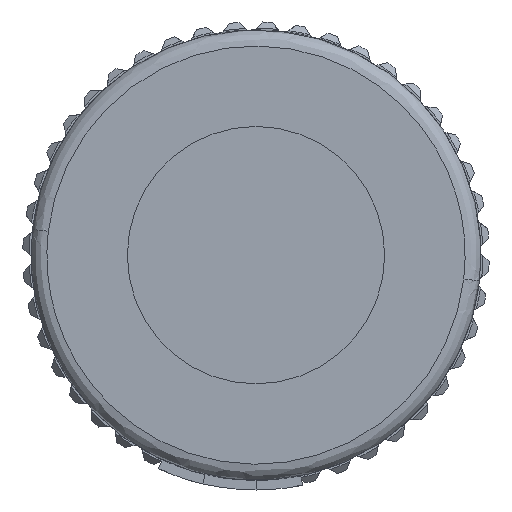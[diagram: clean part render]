
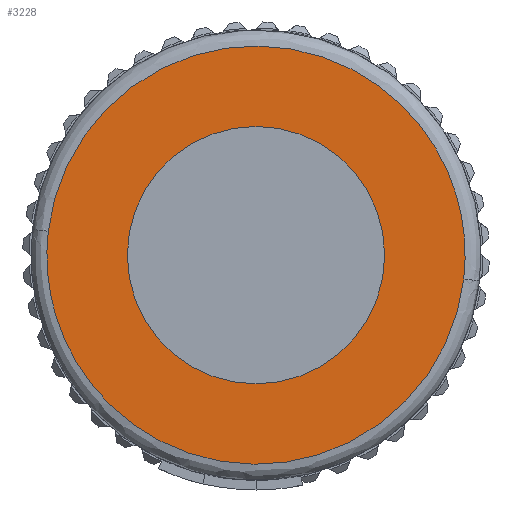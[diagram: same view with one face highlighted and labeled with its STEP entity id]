
A CAD part, front view. The second image highlights one B-rep face of the part: STEP entity #3228.
In plain terms, the highlighted planar face has unit normal (0, -1, 0).
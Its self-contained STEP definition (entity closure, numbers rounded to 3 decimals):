
#1240 = ORIENTED_EDGE ( 'NONE', *, *, #37357, .F. ) ;
#2532 = DIRECTION ( 'NONE',  ( 0., -1., 0. ) ) ;
#3228 = ADVANCED_FACE ( 'NONE', ( #4392, #10571 ), #20909, .T. ) ;
#4392 = FACE_BOUND ( 'NONE', #43615, .T. ) ;
#6835 = ORIENTED_EDGE ( 'NONE', *, *, #41023, .F. ) ;
#7326 = CIRCLE ( 'NONE', #40551, 4. ) ;
#8408 = CARTESIAN_POINT ( 'NONE',  ( -7.94, -50.6, -12.174 ) ) ;
#8726 = CARTESIAN_POINT ( 'NONE',  ( 0., -50.6, -4. ) ) ;
#10457 = VERTEX_POINT ( 'NONE', #14091 ) ;
#10571 = FACE_OUTER_BOUND ( 'NONE', #33072, .T. ) ;
#12130 = VERTEX_POINT ( 'NONE', #23703 ) ;
#13316 = CARTESIAN_POINT ( 'NONE',  ( -4.975, -50.6, 13.656 ) ) ;
#13585 = EDGE_CURVE ( 'NONE', #25871, #12130, #34867, .T. ) ;
#13845 = VERTEX_POINT ( 'NONE', #41699 ) ;
#14091 = CARTESIAN_POINT ( 'NONE',  ( 6.458, -50.6, -0.741 ) ) ;
#14588 = ORIENTED_EDGE ( 'NONE', *, *, #13585, .F. ) ;
#15447 = CARTESIAN_POINT ( 'NONE',  ( 6.458, -50.6, -0.741 ) ) ;
#15697 = DIRECTION ( 'NONE',  ( 0.993, 0., -0.114 ) ) ;
#17044 =( BOUNDED_CURVE ( )  B_SPLINE_CURVE ( 3, ( #15447, #36771, #8408, #33356 ),
 .UNSPECIFIED., .F., .T. ) 
 B_SPLINE_CURVE_WITH_KNOTS ( ( 4, 4 ),
 ( 0., 1. ),
 .UNSPECIFIED. ) 
 CURVE ( )  GEOMETRIC_REPRESENTATION_ITEM ( )  RATIONAL_B_SPLINE_CURVE ( ( 1., 0.333, 0.333, 1. ) ) 
 REPRESENTATION_ITEM ( '' )  );
#18764 = CARTESIAN_POINT ( 'NONE',  ( 0., -50.6, 0. ) ) ;
#19126 = CARTESIAN_POINT ( 'NONE',  ( 0., -50.6, 0. ) ) ;
#20909 = PLANE ( 'NONE',  #34868 ) ;
#22312 = DIRECTION ( 'NONE',  ( 0., 0., -1. ) ) ;
#23703 = CARTESIAN_POINT ( 'NONE',  ( 0., -50.6, 4. ) ) ;
#23811 =( BOUNDED_CURVE ( )  B_SPLINE_CURVE ( 3, ( #34631, #13316, #45250, #24039 ),
 .UNSPECIFIED., .F., .F. ) 
 B_SPLINE_CURVE_WITH_KNOTS ( ( 4, 4 ),
 ( 0., 1. ),
 .UNSPECIFIED. ) 
 CURVE ( )  GEOMETRIC_REPRESENTATION_ITEM ( )  RATIONAL_B_SPLINE_CURVE ( ( 1., 0.333, 0.333, 1. ) ) 
 REPRESENTATION_ITEM ( '' )  );
#23833 = CARTESIAN_POINT ( 'NONE',  ( 0., -50.6, 0. ) ) ;
#24039 = CARTESIAN_POINT ( 'NONE',  ( 6.458, -50.6, -0.741 ) ) ;
#25871 = VERTEX_POINT ( 'NONE', #8726 ) ;
#27446 = DIRECTION ( 'NONE',  ( 0., 0., -1. ) ) ;
#31833 = EDGE_CURVE ( 'NONE', #13845, #10457, #23811, .T. ) ;
#33072 = EDGE_LOOP ( 'NONE', ( #38498, #1240 ) ) ;
#33356 = CARTESIAN_POINT ( 'NONE',  ( -6.458, -50.6, 0.741 ) ) ;
#34631 = CARTESIAN_POINT ( 'NONE',  ( -6.458, -50.6, 0.741 ) ) ;
#34839 = DIRECTION ( 'NONE',  ( 0., -1., 0. ) ) ;
#34867 = CIRCLE ( 'NONE', #36642, 4. ) ;
#34868 = AXIS2_PLACEMENT_3D ( 'NONE', #19126, #34839, #15697 ) ;
#36642 = AXIS2_PLACEMENT_3D ( 'NONE', #18764, #43580, #22312 ) ;
#36771 = CARTESIAN_POINT ( 'NONE',  ( 4.975, -50.6, -13.656 ) ) ;
#37357 = EDGE_CURVE ( 'NONE', #10457, #13845, #17044, .T. ) ;
#38498 = ORIENTED_EDGE ( 'NONE', *, *, #31833, .F. ) ;
#40551 = AXIS2_PLACEMENT_3D ( 'NONE', #23833, #2532, #27446 ) ;
#41023 = EDGE_CURVE ( 'NONE', #12130, #25871, #7326, .T. ) ;
#41699 = CARTESIAN_POINT ( 'NONE',  ( -6.458, -50.6, 0.741 ) ) ;
#43580 = DIRECTION ( 'NONE',  ( 0., -1., 0. ) ) ;
#43615 = EDGE_LOOP ( 'NONE', ( #14588, #6835 ) ) ;
#45250 = CARTESIAN_POINT ( 'NONE',  ( 7.94, -50.6, 12.174 ) ) ;
